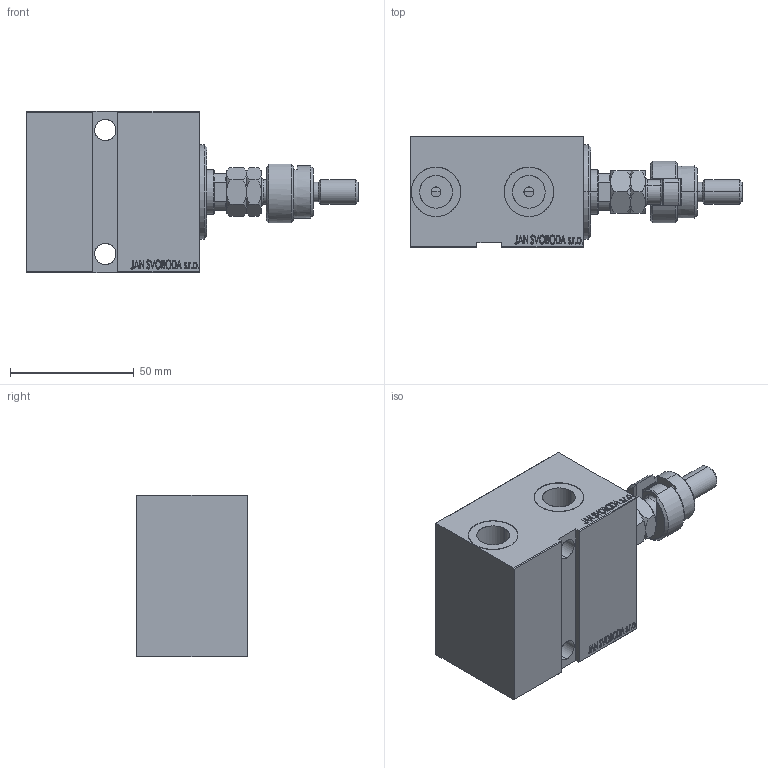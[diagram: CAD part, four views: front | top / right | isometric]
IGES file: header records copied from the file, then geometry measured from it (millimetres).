
Start section: SolidWorks IGES file using analytic representation for surfaces
Global section: file name: db8e.IGS; native system: SolidWorks 2019; preprocessor: SolidWorks 2019; author: admin; date: 210419.104014; units: millimetre
Bounding box: 134 x 45 x 65 mm (x, y, z)
Surface area: 46635.3 mm2 (no closed solid volume)
Topology: 0 solids, 0 shells, 934 faces, 12828 edges, 12826 vertices
Faces by surface type: bspline 821, revolution 113
